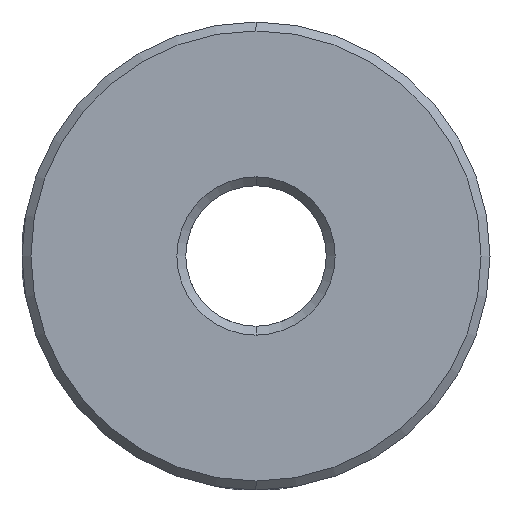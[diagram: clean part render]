
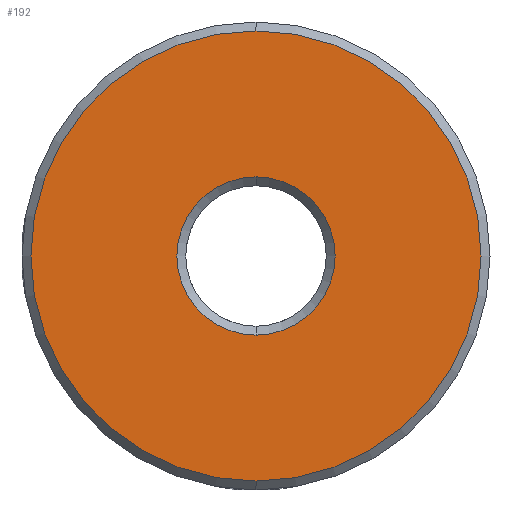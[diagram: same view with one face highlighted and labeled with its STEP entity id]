
A CAD part, left-side view. The second image highlights one B-rep face of the part: STEP entity #192.
In plain terms, the highlighted planar face has unit normal (-1, 0, 0).
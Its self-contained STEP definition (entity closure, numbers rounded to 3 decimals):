
#74 = EDGE_CURVE ( 'NONE', #1156, #1155, #1770, .T. ) ;
#75 = EDGE_CURVE ( 'NONE', #1153, #1154, #1772, .T. ) ;
#192 = ADVANCED_FACE ( 'NONE', ( #1893, #1896 ), #2167, .F. ) ;
#438 = EDGE_CURVE ( 'NONE', #1154, #1153, #3877, .T. ) ;
#445 = EDGE_CURVE ( 'NONE', #1155, #1156, #3886, .T. ) ;
#576 = AXIS2_PLACEMENT_3D ( 'NONE', #1518, #1519, #1520 ) ;
#578 = AXIS2_PLACEMENT_3D ( 'NONE', #1521, #1522, #1523 ) ;
#696 = EDGE_LOOP ( 'NONE', ( #4766, #4767 ) ) ;
#719 = EDGE_LOOP ( 'NONE', ( #4764, #4765 ) ) ;
#1153 = VERTEX_POINT ( 'NONE', #4470 ) ;
#1154 = VERTEX_POINT ( 'NONE', #4471 ) ;
#1155 = VERTEX_POINT ( 'NONE', #4472 ) ;
#1156 = VERTEX_POINT ( 'NONE', #4473 ) ;
#1518 = CARTESIAN_POINT ( 'NONE',  ( -14.5, 0., 0. ) ) ;
#1519 = DIRECTION ( 'NONE',  ( -1., 0., 0. ) ) ;
#1520 = DIRECTION ( 'NONE',  ( 0., 0., -1. ) ) ;
#1521 = CARTESIAN_POINT ( 'NONE',  ( -14.5, 0., 0. ) ) ;
#1522 = DIRECTION ( 'NONE',  ( 1., 0., 0. ) ) ;
#1523 = DIRECTION ( 'NONE',  ( 0., 0., -1. ) ) ;
#1770 = CIRCLE ( 'NONE', #576, 9.619 ) ;
#1772 = CIRCLE ( 'NONE', #578, 3.381 ) ;
#1893 = FACE_OUTER_BOUND ( 'NONE', #719, .T. ) ;
#1896 = FACE_BOUND ( 'NONE', #696, .T. ) ;
#2167 = PLANE ( 'NONE',  #2612 ) ;
#2170 = CARTESIAN_POINT ( 'NONE',  ( -14.5, 0., 0. ) ) ;
#2181 = DIRECTION ( 'NONE',  ( 1., 0., 0. ) ) ;
#2182 = DIRECTION ( 'NONE',  ( 0., 0., -1. ) ) ;
#2612 = AXIS2_PLACEMENT_3D ( 'NONE', #2170, #2181, #2182 ) ;
#2820 = AXIS2_PLACEMENT_3D ( 'NONE', #3741, #3743, #3744 ) ;
#2824 = AXIS2_PLACEMENT_3D ( 'NONE', #3772, #3773, #3774 ) ;
#3741 = CARTESIAN_POINT ( 'NONE',  ( -14.5, 0., 0. ) ) ;
#3743 = DIRECTION ( 'NONE',  ( 1., 0., 0. ) ) ;
#3744 = DIRECTION ( 'NONE',  ( 0., 0., -1. ) ) ;
#3772 = CARTESIAN_POINT ( 'NONE',  ( -14.5, 0., 0. ) ) ;
#3773 = DIRECTION ( 'NONE',  ( -1., 0., 0. ) ) ;
#3774 = DIRECTION ( 'NONE',  ( 0., 0., -1. ) ) ;
#3877 = CIRCLE ( 'NONE', #2820, 3.381 ) ;
#3886 = CIRCLE ( 'NONE', #2824, 9.619 ) ;
#4470 = CARTESIAN_POINT ( 'NONE',  ( -14.5, 0., -3.381 ) ) ;
#4471 = CARTESIAN_POINT ( 'NONE',  ( -14.5, 0., 3.381 ) ) ;
#4472 = CARTESIAN_POINT ( 'NONE',  ( -14.5, 0., 9.619 ) ) ;
#4473 = CARTESIAN_POINT ( 'NONE',  ( -14.5, 0., -9.619 ) ) ;
#4764 = ORIENTED_EDGE ( 'NONE', *, *, #74, .T. ) ;
#4765 = ORIENTED_EDGE ( 'NONE', *, *, #445, .T. ) ;
#4766 = ORIENTED_EDGE ( 'NONE', *, *, #438, .T. ) ;
#4767 = ORIENTED_EDGE ( 'NONE', *, *, #75, .T. ) ;
